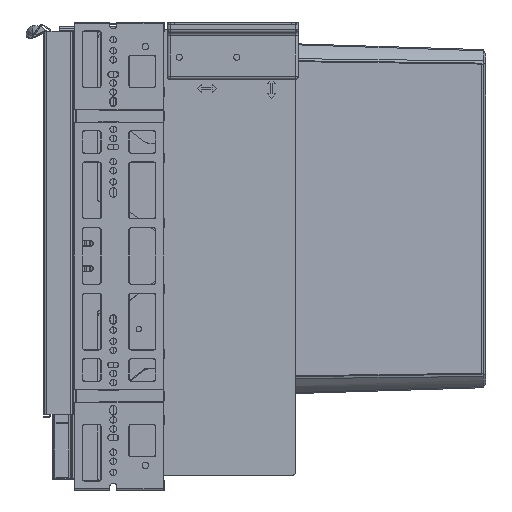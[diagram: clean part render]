
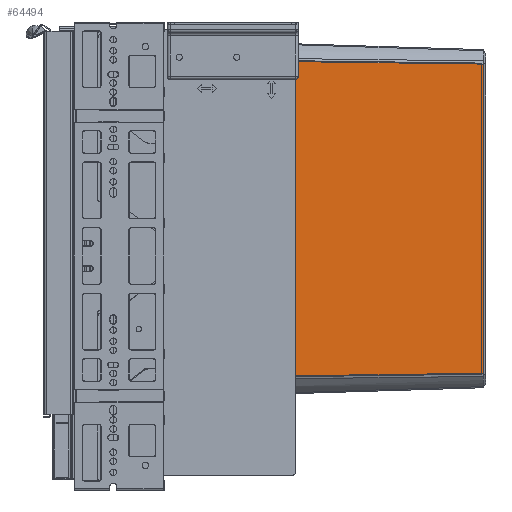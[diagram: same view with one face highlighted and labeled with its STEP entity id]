
A CAD part, left-side view. The second image highlights one B-rep face of the part: STEP entity #64494.
In plain terms, the highlighted planar face has unit normal (-1, -0.031, 0).
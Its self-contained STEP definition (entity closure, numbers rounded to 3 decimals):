
#12406=EDGE_CURVE('9831',#33371,#33368,#33372,.T.);
#12446=EDGE_CURVE('9763',#33368,#33426,#33429,.T.);
#12448=EDGE_CURVE('9815',#33431,#33426,#33432,.T.);
#12450=EDGE_CURVE('9774',#33371,#33431,#33434,.T.);
#33368=VERTEX_POINT('',#63085);
#33371=VERTEX_POINT('',#63096);
#33372=LINE('',#63097,#63098);
#33426=VERTEX_POINT('',#63275);
#33429=B_SPLINE_CURVE_WITH_KNOTS('',3,(#63285,#63286,#63287,#63288,#63289,#63290),.UNSPECIFIED.,.F.,.F.,(4,1,1,4),(0.0,0.333,0.667,1.0),.UNSPECIFIED.);
#33431=VERTEX_POINT('',#63293);
#33432=LINE('',#63294,#63295);
#33434=B_SPLINE_CURVE_WITH_KNOTS('',3,(#63298,#63299,#63300,#63301,#63302,#63303),.UNSPECIFIED.,.F.,.F.,(4,1,1,4),(0.0,0.333,0.667,1.0),.UNSPECIFIED.);
#63085=CARTESIAN_POINT('',(-234.871,9.8,-350.43));
#63096=CARTESIAN_POINT('',(-234.871,9.8,-33.571));
#63097=CARTESIAN_POINT('',(-234.871,9.8,-33.571));
#63098=VECTOR('',#109284,316.858);
#63275=CARTESIAN_POINT('',(-222.399,-390.329,-345.274));
#63285=CARTESIAN_POINT('',(-234.871,9.8,-350.43));
#63286=CARTESIAN_POINT('',(-233.372,-38.308,-349.818));
#63287=CARTESIAN_POINT('',(-230.449,-132.083,-348.622));
#63288=CARTESIAN_POINT('',(-226.311,-264.809,-346.915));
#63289=CARTESIAN_POINT('',(-223.68,-349.234,-345.815));
#63290=CARTESIAN_POINT('',(-222.399,-390.329,-345.274));
#63293=CARTESIAN_POINT('',(-222.399,-390.329,-38.726));
#63294=CARTESIAN_POINT('',(-222.399,-390.329,-38.726));
#63295=VECTOR('',#109291,306.548);
#63298=CARTESIAN_POINT('',(-234.871,9.8,-33.571));
#63299=CARTESIAN_POINT('',(-233.372,-38.308,-34.183));
#63300=CARTESIAN_POINT('',(-230.449,-132.085,-35.379));
#63301=CARTESIAN_POINT('',(-226.311,-264.81,-37.085));
#63302=CARTESIAN_POINT('',(-223.68,-349.234,-38.185));
#63303=CARTESIAN_POINT('',(-222.399,-390.329,-38.726));
#64494=ADVANCED_FACE('7140',(#109644),#109645,.T.);
#109284=DIRECTION('',(0.0,0.0,-1.0));
#109291=DIRECTION('',(0.0,0.,-1.0));
#109644=FACE_OUTER_BOUND('',#138278,.T.);
#109645=PLANE('',#138279);
#138278=EDGE_LOOP('',(#152418,#152419,#152420,#152421));
#138279=AXIS2_PLACEMENT_3D('',#152422,#152423,#152424);
#152418=ORIENTED_EDGE('',*,*,#12448,.F.);
#152419=ORIENTED_EDGE('',*,*,#12450,.F.);
#152420=ORIENTED_EDGE('',*,*,#12406,.T.);
#152421=ORIENTED_EDGE('',*,*,#12446,.T.);
#152422=CARTESIAN_POINT('',(-228.94,-180.469,-192.));
#152423=DIRECTION('',(-1.,-0.031,-0.0));
#152424=DIRECTION('',(0.0,0.0,-1.0));
